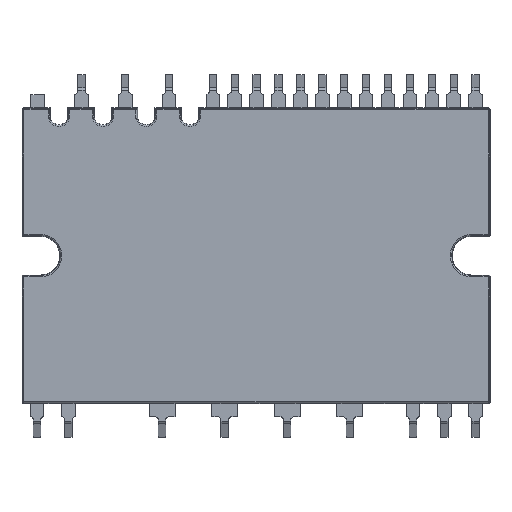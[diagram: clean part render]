
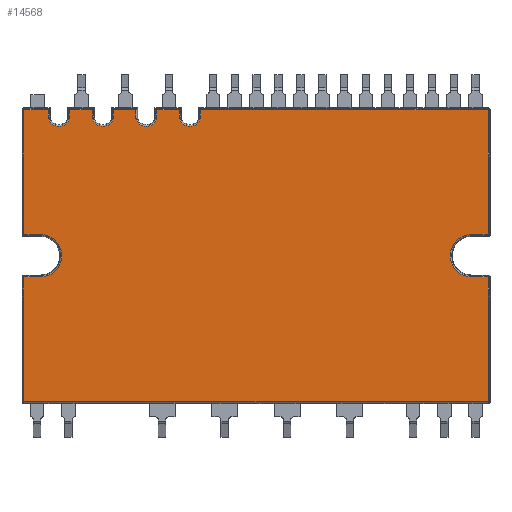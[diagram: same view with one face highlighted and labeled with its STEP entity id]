
A CAD part, top view. The second image highlights one B-rep face of the part: STEP entity #14568.
In plain terms, the highlighted planar face has unit normal (0, 0, 1).
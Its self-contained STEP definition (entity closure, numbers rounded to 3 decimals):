
#236=CIRCLE('',#15328,0.881);
#237=CIRCLE('',#15329,1.724);
#238=CIRCLE('',#15330,1.724);
#239=CIRCLE('',#15331,0.881);
#240=CIRCLE('',#15332,0.881);
#241=CIRCLE('',#15333,0.881);
#2550=ORIENTED_EDGE('',*,*,#4760,.T.);
#2551=ORIENTED_EDGE('',*,*,#4761,.T.);
#2552=ORIENTED_EDGE('',*,*,#4762,.T.);
#2553=ORIENTED_EDGE('',*,*,#4763,.T.);
#2554=ORIENTED_EDGE('',*,*,#4764,.T.);
#2555=ORIENTED_EDGE('',*,*,#4765,.T.);
#2556=ORIENTED_EDGE('',*,*,#4766,.T.);
#2557=ORIENTED_EDGE('',*,*,#4767,.T.);
#2558=ORIENTED_EDGE('',*,*,#4768,.T.);
#2559=ORIENTED_EDGE('',*,*,#4769,.T.);
#2560=ORIENTED_EDGE('',*,*,#4770,.T.);
#2561=ORIENTED_EDGE('',*,*,#4771,.T.);
#2562=ORIENTED_EDGE('',*,*,#4772,.T.);
#2563=ORIENTED_EDGE('',*,*,#4773,.T.);
#2564=ORIENTED_EDGE('',*,*,#4774,.T.);
#2565=ORIENTED_EDGE('',*,*,#4775,.T.);
#2566=ORIENTED_EDGE('',*,*,#4776,.T.);
#2567=ORIENTED_EDGE('',*,*,#4777,.T.);
#2568=ORIENTED_EDGE('',*,*,#4778,.T.);
#2569=ORIENTED_EDGE('',*,*,#4779,.T.);
#2570=ORIENTED_EDGE('',*,*,#4780,.T.);
#2571=ORIENTED_EDGE('',*,*,#4781,.T.);
#2572=ORIENTED_EDGE('',*,*,#4782,.T.);
#2573=ORIENTED_EDGE('',*,*,#4783,.T.);
#2574=ORIENTED_EDGE('',*,*,#4784,.T.);
#2575=ORIENTED_EDGE('',*,*,#4785,.T.);
#2576=ORIENTED_EDGE('',*,*,#4786,.T.);
#2577=ORIENTED_EDGE('',*,*,#4787,.T.);
#4760=EDGE_CURVE('',#5866,#5867,#7040,.F.);
#4761=EDGE_CURVE('',#5867,#5868,#236,.F.);
#4762=EDGE_CURVE('',#5868,#5869,#7041,.F.);
#4763=EDGE_CURVE('',#5869,#5870,#7042,.F.);
#4764=EDGE_CURVE('',#5870,#5871,#7043,.F.);
#4765=EDGE_CURVE('',#5871,#5872,#7044,.F.);
#4766=EDGE_CURVE('',#5872,#5873,#237,.F.);
#4767=EDGE_CURVE('',#5873,#5874,#7045,.F.);
#4768=EDGE_CURVE('',#5874,#5875,#7046,.F.);
#4769=EDGE_CURVE('',#5875,#5876,#7047,.F.);
#4770=EDGE_CURVE('',#5876,#5877,#7048,.F.);
#4771=EDGE_CURVE('',#5877,#5878,#7049,.T.);
#4772=EDGE_CURVE('',#5878,#5879,#238,.F.);
#4773=EDGE_CURVE('',#5879,#5880,#7050,.T.);
#4774=EDGE_CURVE('',#5880,#5881,#7051,.F.);
#4775=EDGE_CURVE('',#5881,#5882,#7052,.F.);
#4776=EDGE_CURVE('',#5882,#5883,#7053,.F.);
#4777=EDGE_CURVE('',#5883,#5884,#239,.F.);
#4778=EDGE_CURVE('',#5884,#5885,#7054,.F.);
#4779=EDGE_CURVE('',#5885,#5886,#7055,.F.);
#4780=EDGE_CURVE('',#5886,#5887,#7056,.F.);
#4781=EDGE_CURVE('',#5887,#5888,#240,.F.);
#4782=EDGE_CURVE('',#5888,#5889,#7057,.F.);
#4783=EDGE_CURVE('',#5889,#5890,#7058,.F.);
#4784=EDGE_CURVE('',#5890,#5891,#7059,.F.);
#4785=EDGE_CURVE('',#5891,#5892,#241,.F.);
#4786=EDGE_CURVE('',#5892,#5893,#7060,.F.);
#4787=EDGE_CURVE('',#5893,#5866,#7061,.F.);
#5866=VERTEX_POINT('',#20940);
#5867=VERTEX_POINT('',#20941);
#5868=VERTEX_POINT('',#20943);
#5869=VERTEX_POINT('',#20945);
#5870=VERTEX_POINT('',#20947);
#5871=VERTEX_POINT('',#20949);
#5872=VERTEX_POINT('',#20951);
#5873=VERTEX_POINT('',#20953);
#5874=VERTEX_POINT('',#20955);
#5875=VERTEX_POINT('',#20957);
#5876=VERTEX_POINT('',#20959);
#5877=VERTEX_POINT('',#20961);
#5878=VERTEX_POINT('',#20963);
#5879=VERTEX_POINT('',#20965);
#5880=VERTEX_POINT('',#20967);
#5881=VERTEX_POINT('',#20969);
#5882=VERTEX_POINT('',#20971);
#5883=VERTEX_POINT('',#20973);
#5884=VERTEX_POINT('',#20975);
#5885=VERTEX_POINT('',#20977);
#5886=VERTEX_POINT('',#20979);
#5887=VERTEX_POINT('',#20981);
#5888=VERTEX_POINT('',#20983);
#5889=VERTEX_POINT('',#20985);
#5890=VERTEX_POINT('',#20987);
#5891=VERTEX_POINT('',#20989);
#5892=VERTEX_POINT('',#20991);
#5893=VERTEX_POINT('',#20993);
#7040=LINE('',#20939,#8234);
#7041=LINE('',#20944,#8235);
#7042=LINE('',#20946,#8236);
#7043=LINE('',#20948,#8237);
#7044=LINE('',#20950,#8238);
#7045=LINE('',#20954,#8239);
#7046=LINE('',#20956,#8240);
#7047=LINE('',#20958,#8241);
#7048=LINE('',#20960,#8242);
#7049=LINE('',#20962,#8243);
#7050=LINE('',#20966,#8244);
#7051=LINE('',#20968,#8245);
#7052=LINE('',#20970,#8246);
#7053=LINE('',#20972,#8247);
#7054=LINE('',#20976,#8248);
#7055=LINE('',#20978,#8249);
#7056=LINE('',#20980,#8250);
#7057=LINE('',#20984,#8251);
#7058=LINE('',#20986,#8252);
#7059=LINE('',#20988,#8253);
#7060=LINE('',#20992,#8254);
#7061=LINE('',#20994,#8255);
#8234=VECTOR('',#17765,1000.);
#8235=VECTOR('',#17768,1000.);
#8236=VECTOR('',#17769,1000.);
#8237=VECTOR('',#17770,1000.);
#8238=VECTOR('',#17771,1000.);
#8239=VECTOR('',#17774,1000.);
#8240=VECTOR('',#17775,1000.);
#8241=VECTOR('',#17776,1000.);
#8242=VECTOR('',#17777,1000.);
#8243=VECTOR('',#17778,1000.);
#8244=VECTOR('',#17781,1000.);
#8245=VECTOR('',#17782,1000.);
#8246=VECTOR('',#17783,1000.);
#8247=VECTOR('',#17784,1000.);
#8248=VECTOR('',#17787,1000.);
#8249=VECTOR('',#17788,1000.);
#8250=VECTOR('',#17789,1000.);
#8251=VECTOR('',#17792,1000.);
#8252=VECTOR('',#17793,1000.);
#8253=VECTOR('',#17794,1000.);
#8254=VECTOR('',#17797,1000.);
#8255=VECTOR('',#17798,1000.);
#8810=EDGE_LOOP('',(#2550,#2551,#2552,#2553,#2554,#2555,#2556,#2557,#2558,
#2559,#2560,#2561,#2562,#2563,#2564,#2565,#2566,#2567,#2568,#2569,#2570,
#2571,#2572,#2573,#2574,#2575,#2576,#2577));
#9402=FACE_BOUND('',#8810,.T.);
#9930=PLANE('',#15327);
#14568=ADVANCED_FACE('',(#9402),#9930,.T.);
#15327=AXIS2_PLACEMENT_3D('',#20938,#17763,#17764);
#15328=AXIS2_PLACEMENT_3D('',#20942,#17766,#17767);
#15329=AXIS2_PLACEMENT_3D('',#20952,#17772,#17773);
#15330=AXIS2_PLACEMENT_3D('',#20964,#17779,#17780);
#15331=AXIS2_PLACEMENT_3D('',#20974,#17785,#17786);
#15332=AXIS2_PLACEMENT_3D('',#20982,#17790,#17791);
#15333=AXIS2_PLACEMENT_3D('',#20990,#17795,#17796);
#17763=DIRECTION('',(0.,0.,1.));
#17764=DIRECTION('',(1.,0.,0.));
#17765=DIRECTION('',(0.,1.,0.));
#17766=DIRECTION('',(0.,0.,1.));
#17767=DIRECTION('',(1.,0.,0.));
#17768=DIRECTION('',(0.,-1.,0.));
#17769=DIRECTION('',(1.,0.,0.));
#17770=DIRECTION('',(0.,1.,0.));
#17771=DIRECTION('',(-1.,0.,0.));
#17772=DIRECTION('',(0.,0.,1.));
#17773=DIRECTION('',(1.,0.,0.));
#17774=DIRECTION('',(1.,0.,0.));
#17775=DIRECTION('',(0.,1.,0.));
#17776=DIRECTION('',(-1.,0.,0.));
#17777=DIRECTION('',(0.,-1.,0.));
#17778=DIRECTION('',(-1.,0.,0.));
#17779=DIRECTION('',(0.,0.,1.));
#17780=DIRECTION('',(1.,0.,0.));
#17781=DIRECTION('',(1.,0.,0.));
#17782=DIRECTION('',(0.,-1.,0.));
#17783=DIRECTION('',(1.,0.,0.));
#17784=DIRECTION('',(0.,1.,0.));
#17785=DIRECTION('',(0.,0.,1.));
#17786=DIRECTION('',(1.,0.,0.));
#17787=DIRECTION('',(0.,-1.,0.));
#17788=DIRECTION('',(1.,0.,0.));
#17789=DIRECTION('',(0.,1.,0.));
#17790=DIRECTION('',(0.,0.,1.));
#17791=DIRECTION('',(1.,0.,0.));
#17792=DIRECTION('',(0.,-1.,0.));
#17793=DIRECTION('',(1.,0.,0.));
#17794=DIRECTION('',(0.,1.,0.));
#17795=DIRECTION('',(0.,0.,1.));
#17796=DIRECTION('',(1.,0.,0.));
#17797=DIRECTION('',(0.,-1.,0.));
#17798=DIRECTION('',(1.,0.,0.));
#20938=CARTESIAN_POINT('',(0.,0.,1.7));
#20939=CARTESIAN_POINT('',(-15.143,0.,1.7));
#20940=CARTESIAN_POINT('',(-15.143,11.851,1.7));
#20941=CARTESIAN_POINT('',(-15.143,11.162,1.7));
#20942=CARTESIAN_POINT('',(-15.998,11.373,1.7));
#20943=CARTESIAN_POINT('',(-16.853,11.162,1.7));
#20944=CARTESIAN_POINT('',(-16.853,0.,1.7));
#20945=CARTESIAN_POINT('',(-16.853,11.851,1.7));
#20946=CARTESIAN_POINT('',(-18.948,11.851,1.7));
#20947=CARTESIAN_POINT('',(-18.851,11.851,1.7));
#20948=CARTESIAN_POINT('',(-18.851,1.627,1.7));
#20949=CARTESIAN_POINT('',(-18.851,1.724,1.7));
#20950=CARTESIAN_POINT('',(0.,1.724,1.7));
#20951=CARTESIAN_POINT('',(-17.5,1.724,1.7));
#20952=CARTESIAN_POINT('',(-17.5,0.,1.7));
#20953=CARTESIAN_POINT('',(-17.5,-1.724,1.7));
#20954=CARTESIAN_POINT('',(0.,-1.724,1.7));
#20955=CARTESIAN_POINT('',(-18.851,-1.724,1.7));
#20956=CARTESIAN_POINT('',(-18.851,-11.948,1.7));
#20957=CARTESIAN_POINT('',(-18.851,-11.851,1.7));
#20958=CARTESIAN_POINT('',(18.948,-11.851,1.7));
#20959=CARTESIAN_POINT('',(18.851,-11.851,1.7));
#20960=CARTESIAN_POINT('',(18.851,-1.627,1.7));
#20961=CARTESIAN_POINT('',(18.851,-1.724,1.7));
#20962=CARTESIAN_POINT('',(0.,-1.724,1.7));
#20963=CARTESIAN_POINT('',(17.5,-1.724,1.7));
#20964=CARTESIAN_POINT('',(17.5,0.,1.7));
#20965=CARTESIAN_POINT('',(17.5,1.724,1.7));
#20966=CARTESIAN_POINT('',(0.,1.724,1.7));
#20967=CARTESIAN_POINT('',(18.851,1.724,1.7));
#20968=CARTESIAN_POINT('',(18.851,11.948,1.7));
#20969=CARTESIAN_POINT('',(18.851,11.851,1.7));
#20970=CARTESIAN_POINT('',(-4.602,11.851,1.7));
#20971=CARTESIAN_POINT('',(-4.505,11.851,1.7));
#20972=CARTESIAN_POINT('',(-4.505,0.,1.7));
#20973=CARTESIAN_POINT('',(-4.505,11.162,1.7));
#20974=CARTESIAN_POINT('',(-5.36,11.373,1.7));
#20975=CARTESIAN_POINT('',(-6.216,11.162,1.7));
#20976=CARTESIAN_POINT('',(-6.216,0.,1.7));
#20977=CARTESIAN_POINT('',(-6.216,11.851,1.7));
#20978=CARTESIAN_POINT('',(-8.15,11.851,1.7));
#20979=CARTESIAN_POINT('',(-8.054,11.851,1.7));
#20980=CARTESIAN_POINT('',(-8.054,0.,1.7));
#20981=CARTESIAN_POINT('',(-8.054,11.162,1.7));
#20982=CARTESIAN_POINT('',(-8.909,11.373,1.7));
#20983=CARTESIAN_POINT('',(-9.764,11.162,1.7));
#20984=CARTESIAN_POINT('',(-9.764,0.,1.7));
#20985=CARTESIAN_POINT('',(-9.764,11.851,1.7));
#20986=CARTESIAN_POINT('',(-11.662,11.851,1.7));
#20987=CARTESIAN_POINT('',(-11.565,11.851,1.7));
#20988=CARTESIAN_POINT('',(-11.565,0.,1.7));
#20989=CARTESIAN_POINT('',(-11.565,11.162,1.7));
#20990=CARTESIAN_POINT('',(-12.42,11.373,1.7));
#20991=CARTESIAN_POINT('',(-13.275,11.162,1.7));
#20992=CARTESIAN_POINT('',(-13.275,0.,1.7));
#20993=CARTESIAN_POINT('',(-13.275,11.851,1.7));
#20994=CARTESIAN_POINT('',(-15.239,11.851,1.7));
